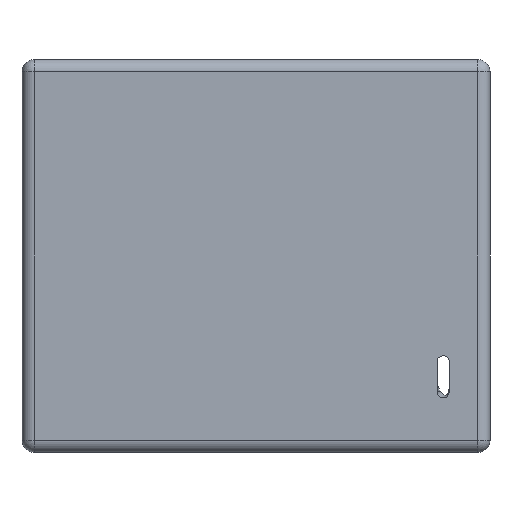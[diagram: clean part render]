
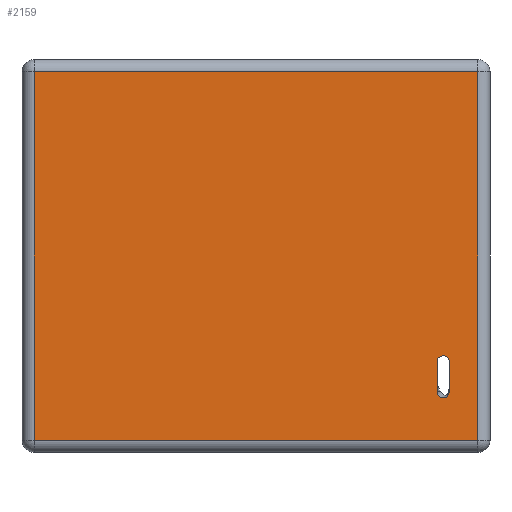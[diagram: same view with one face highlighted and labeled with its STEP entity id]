
A CAD part, front view. The second image highlights one B-rep face of the part: STEP entity #2159.
In plain terms, the highlighted planar face has unit normal (0, -1, 0).
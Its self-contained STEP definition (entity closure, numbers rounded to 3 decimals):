
#32=FACE_BOUND('',#684,.T.);
#70=PLANE('',#2395);
#194=LINE('',#3813,#363);
#199=LINE('',#3825,#368);
#201=LINE('',#3836,#370);
#203=LINE('',#3844,#372);
#205=LINE('',#3854,#374);
#207=LINE('',#3863,#376);
#363=VECTOR('',#2831,10.);
#368=VECTOR('',#2844,10.);
#370=VECTOR('',#2858,10.);
#372=VECTOR('',#2866,10.);
#374=VECTOR('',#2878,10.);
#376=VECTOR('',#2890,10.);
#560=FACE_OUTER_BOUND('',#683,.T.);
#683=EDGE_LOOP('',(#1838,#1839,#1840,#1841));
#684=EDGE_LOOP('',(#1842,#1843,#1844,#1845));
#814=CIRCLE('',#2361,1.);
#815=CIRCLE('',#2364,1.);
#1038=VERTEX_POINT('',#3810);
#1039=VERTEX_POINT('',#3812);
#1041=VERTEX_POINT('',#3818);
#1042=VERTEX_POINT('',#3823);
#1044=VERTEX_POINT('',#3833);
#1045=VERTEX_POINT('',#3835);
#1048=VERTEX_POINT('',#3843);
#1051=VERTEX_POINT('',#3853);
#1310=EDGE_CURVE('',#1039,#1038,#194,.T.);
#1314=EDGE_CURVE('',#1038,#1041,#814,.T.);
#1317=EDGE_CURVE('',#1041,#1042,#199,.T.);
#1318=EDGE_CURVE('',#1042,#1039,#815,.T.);
#1321=EDGE_CURVE('',#1044,#1045,#201,.T.);
#1325=EDGE_CURVE('',#1045,#1048,#203,.T.);
#1330=EDGE_CURVE('',#1048,#1051,#205,.T.);
#1335=EDGE_CURVE('',#1051,#1044,#207,.T.);
#1838=ORIENTED_EDGE('',*,*,#1321,.F.);
#1839=ORIENTED_EDGE('',*,*,#1335,.F.);
#1840=ORIENTED_EDGE('',*,*,#1330,.F.);
#1841=ORIENTED_EDGE('',*,*,#1325,.F.);
#1842=ORIENTED_EDGE('',*,*,#1310,.T.);
#1843=ORIENTED_EDGE('',*,*,#1314,.T.);
#1844=ORIENTED_EDGE('',*,*,#1317,.T.);
#1845=ORIENTED_EDGE('',*,*,#1318,.T.);
#2159=ADVANCED_FACE('',(#560,#32),#70,.F.);
#2361=AXIS2_PLACEMENT_3D('',#3820,#2838,#2839);
#2364=AXIS2_PLACEMENT_3D('',#3827,#2847,#2848);
#2395=AXIS2_PLACEMENT_3D('',#3897,#2927,#2928);
#2831=DIRECTION('',(0.,0.,-1.));
#2838=DIRECTION('center_axis',(0.,1.,0.));
#2839=DIRECTION('ref_axis',(1.,0.,0.));
#2844=DIRECTION('',(0.,0.,1.));
#2847=DIRECTION('center_axis',(0.,1.,0.));
#2848=DIRECTION('ref_axis',(-1.,0.,0.));
#2858=DIRECTION('',(-1.,0.,0.));
#2866=DIRECTION('',(0.,0.,1.));
#2878=DIRECTION('',(1.,0.,0.));
#2890=DIRECTION('',(0.,0.,-1.));
#2927=DIRECTION('center_axis',(0.,1.,0.));
#2928=DIRECTION('ref_axis',(0.,0.,1.));
#3810=CARTESIAN_POINT('',(32.,0.,-22.5));
#3812=CARTESIAN_POINT('',(32.,0.,-17.5));
#3813=CARTESIAN_POINT('',(32.,0.,-11.25));
#3818=CARTESIAN_POINT('',(30.,0.,-22.5));
#3820=CARTESIAN_POINT('Origin',(31.,0.,-22.5));
#3823=CARTESIAN_POINT('',(30.,0.,-17.5));
#3825=CARTESIAN_POINT('',(30.,0.,-8.75));
#3827=CARTESIAN_POINT('Origin',(31.,0.,-17.5));
#3833=CARTESIAN_POINT('',(36.75,0.,-30.5));
#3835=CARTESIAN_POINT('',(-36.75,0.,-30.5));
#3836=CARTESIAN_POINT('',(19.375,0.,-30.5));
#3843=CARTESIAN_POINT('',(-36.75,0.,30.5));
#3844=CARTESIAN_POINT('',(-36.75,0.,-16.25));
#3853=CARTESIAN_POINT('',(36.75,0.,30.5));
#3854=CARTESIAN_POINT('',(-19.375,0.,30.5));
#3863=CARTESIAN_POINT('',(36.75,0.,16.25));
#3897=CARTESIAN_POINT('Origin',(0.,0.,0.));
